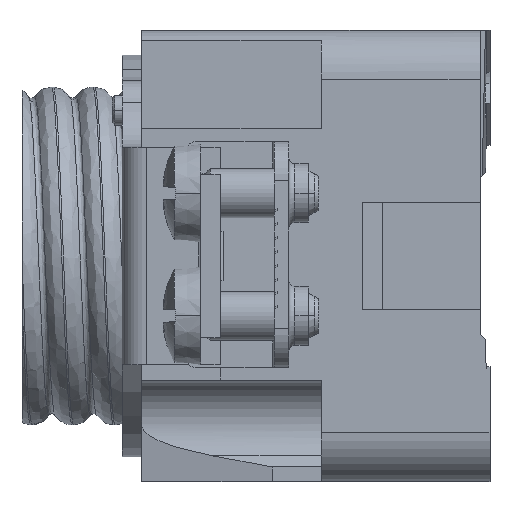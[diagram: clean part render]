
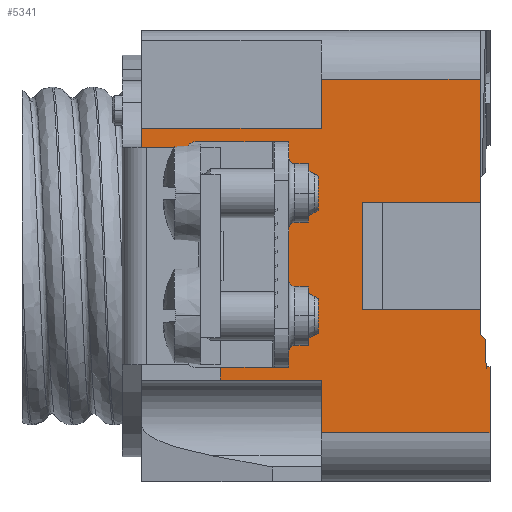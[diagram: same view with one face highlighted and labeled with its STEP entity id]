
A CAD part, left-side view. The second image highlights one B-rep face of the part: STEP entity #5341.
In plain terms, the highlighted planar face has unit normal (-1, 0, 0).
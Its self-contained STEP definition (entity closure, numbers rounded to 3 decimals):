
#346=DIRECTION('',(0.,-0.022,-1.));
#347=VECTOR('',#346,2.757);
#348=CARTESIAN_POINT('',(-23.,0.462,-8.538));
#349=LINE('',#348,#347);
#353=DIRECTION('',(0.,-1.,0.));
#354=VECTOR('',#353,0.4);
#355=CARTESIAN_POINT('',(-23.,0.4,-11.295));
#356=LINE('',#355,#354);
#360=DIRECTION('',(0.,0.,-1.));
#361=VECTOR('',#360,6.705);
#362=CARTESIAN_POINT('',(-23.,0.,-11.295));
#363=LINE('',#362,#361);
#367=DIRECTION('',(0.,1.,0.));
#368=VECTOR('',#367,10.3);
#369=CARTESIAN_POINT('',(-23.,17.2,-12.647));
#370=LINE('',#369,#368);
#374=DIRECTION('',(0.,1.,0.));
#375=VECTOR('',#374,15.);
#376=CARTESIAN_POINT('',(-23.,20.5,10.));
#377=LINE('',#376,#375);
#381=DIRECTION('',(0.,0.,-1.));
#382=VECTOR('',#381,12.5);
#383=CARTESIAN_POINT('',(-23.,1.,18.));
#384=LINE('',#383,#382);
#388=DIRECTION('',(0.,1.,0.));
#389=VECTOR('',#388,12.);
#390=CARTESIAN_POINT('',(-23.,1.,5.5));
#391=LINE('',#390,#389);
#395=DIRECTION('',(0.,0.,-1.));
#396=VECTOR('',#395,11.);
#397=CARTESIAN_POINT('',(-23.,13.,5.5));
#398=LINE('',#397,#396);
#402=DIRECTION('',(0.,-1.,0.));
#403=VECTOR('',#402,12.);
#404=CARTESIAN_POINT('',(-23.,13.,-5.5));
#405=LINE('',#404,#403);
#409=DIRECTION('',(0.,0.,-1.));
#410=VECTOR('',#409,2.5);
#411=CARTESIAN_POINT('',(-23.,1.,-5.5));
#412=LINE('',#411,#410);
#416=DIRECTION('',(0.,-0.707,-0.707));
#417=VECTOR('',#416,0.761);
#418=CARTESIAN_POINT('',(-23.,1.,-8.));
#419=LINE('',#418,#417);
#430=DIRECTION('',(0.,-1.,0.));
#431=VECTOR('',#430,17.2);
#432=CARTESIAN_POINT('',(-23.,17.2,-18.));
#433=LINE('',#432,#431);
#444=DIRECTION('',(0.,0.,-1.));
#445=VECTOR('',#444,5.353);
#446=CARTESIAN_POINT('',(-23.,17.2,-12.647));
#447=LINE('',#446,#445);
#605=DIRECTION('',(0.,1.,0.));
#606=VECTOR('',#605,7.);
#607=CARTESIAN_POINT('',(-23.,20.5,-10.));
#608=LINE('',#607,#606);
#612=DIRECTION('',(0.,0.,-1.));
#613=VECTOR('',#612,2.647);
#614=CARTESIAN_POINT('',(-23.,27.5,-10.));
#615=LINE('',#614,#613);
#619=DIRECTION('',(0.,0.,-1.));
#620=VECTOR('',#619,20.);
#621=CARTESIAN_POINT('',(-23.,20.5,10.));
#622=LINE('',#621,#620);
#668=DIRECTION('',(0.,0.,-1.));
#669=VECTOR('',#668,3.);
#670=CARTESIAN_POINT('',(-23.,35.5,13.));
#671=LINE('',#670,#669);
#742=DIRECTION('',(0.,1.,0.));
#743=VECTOR('',#742,16.2);
#744=CARTESIAN_POINT('',(-23.,1.,18.));
#745=LINE('',#744,#743);
#4177=DIRECTION('',(0.,0.,-1.));
#4178=VECTOR('',#4177,5.);
#4179=CARTESIAN_POINT('',(-23.,17.2,18.));
#4180=LINE('',#4179,#4178);
#4191=DIRECTION('',(0.,1.,0.));
#4192=VECTOR('',#4191,18.3);
#4193=CARTESIAN_POINT('',(-23.,17.2,13.));
#4194=LINE('',#4193,#4192);
#4354=CARTESIAN_POINT('',(-23.,0.,-11.295));
#4356=VERTEX_POINT('',#4354);
#4370=CARTESIAN_POINT('',(-23.,0.,-18.));
#4371=VERTEX_POINT('',#4370);
#4394=CARTESIAN_POINT('',(-23.,0.4,-11.295));
#4396=VERTEX_POINT('',#4394);
#4404=CARTESIAN_POINT('',(-23.,0.462,-8.538));
#4405=VERTEX_POINT('',#4404);
#4683=CARTESIAN_POINT('',(-23.,35.5,13.));
#4684=VERTEX_POINT('',#4683);
#4685=CARTESIAN_POINT('',(-23.,35.5,10.));
#4686=VERTEX_POINT('',#4685);
#4725=CARTESIAN_POINT('',(-23.,1.,-8.));
#4726=VERTEX_POINT('',#4725);
#4727=CARTESIAN_POINT('',(-23.,1.,-5.5));
#4728=VERTEX_POINT('',#4727);
#4733=CARTESIAN_POINT('',(-23.,1.,5.5));
#4734=VERTEX_POINT('',#4733);
#4735=CARTESIAN_POINT('',(-23.,1.,18.));
#4736=VERTEX_POINT('',#4735);
#4753=CARTESIAN_POINT('',(-23.,17.2,-18.));
#4754=VERTEX_POINT('',#4753);
#4755=CARTESIAN_POINT('',(-23.,17.2,-12.647));
#4756=VERTEX_POINT('',#4755);
#4757=CARTESIAN_POINT('',(-23.,27.5,-12.647));
#4758=VERTEX_POINT('',#4757);
#4759=CARTESIAN_POINT('',(-23.,27.5,-10.));
#4760=VERTEX_POINT('',#4759);
#4761=CARTESIAN_POINT('',(-23.,20.5,-10.));
#4762=VERTEX_POINT('',#4761);
#4763=CARTESIAN_POINT('',(-23.,20.5,10.));
#4764=VERTEX_POINT('',#4763);
#4765=CARTESIAN_POINT('',(-23.,17.2,13.));
#4766=VERTEX_POINT('',#4765);
#4767=CARTESIAN_POINT('',(-23.,17.2,18.));
#4768=VERTEX_POINT('',#4767);
#4769=CARTESIAN_POINT('',(-23.,13.,5.5));
#4770=VERTEX_POINT('',#4769);
#4771=CARTESIAN_POINT('',(-23.,13.,-5.5));
#4772=VERTEX_POINT('',#4771);
#5298=CARTESIAN_POINT('',(-23.,0.,-23.));
#5299=DIRECTION('',(-1.,0.,0.));
#5300=DIRECTION('',(0.,0.,1.));
#5301=AXIS2_PLACEMENT_3D('',#5298,#5299,#5300);
#5302=PLANE('',#5301);
#5303=ORIENTED_EDGE('',*,*,#5163,.T.);
#5304=ORIENTED_EDGE('',*,*,#5133,.T.);
#5305=ORIENTED_EDGE('',*,*,#5111,.T.);
#5307=ORIENTED_EDGE('',*,*,#5306,.F.);
#5309=ORIENTED_EDGE('',*,*,#5308,.F.);
#5311=ORIENTED_EDGE('',*,*,#5310,.T.);
#5313=ORIENTED_EDGE('',*,*,#5312,.F.);
#5315=ORIENTED_EDGE('',*,*,#5314,.F.);
#5317=ORIENTED_EDGE('',*,*,#5316,.F.);
#5319=ORIENTED_EDGE('',*,*,#5318,.T.);
#5321=ORIENTED_EDGE('',*,*,#5320,.F.);
#5323=ORIENTED_EDGE('',*,*,#5322,.F.);
#5325=ORIENTED_EDGE('',*,*,#5324,.F.);
#5327=ORIENTED_EDGE('',*,*,#5326,.F.);
#5329=ORIENTED_EDGE('',*,*,#5328,.T.);
#5331=ORIENTED_EDGE('',*,*,#5330,.T.);
#5333=ORIENTED_EDGE('',*,*,#5332,.T.);
#5335=ORIENTED_EDGE('',*,*,#5334,.T.);
#5337=ORIENTED_EDGE('',*,*,#5336,.T.);
#5338=ORIENTED_EDGE('',*,*,#5283,.T.);
#5339=EDGE_LOOP('',(#5303,#5304,#5305,#5307,#5309,#5311,#5313,#5315,#5317,#5319,
#5321,#5323,#5325,#5327,#5329,#5331,#5333,#5335,#5337,#5338));
#5340=FACE_OUTER_BOUND('',#5339,.F.);
#5111=EDGE_CURVE('',#4356,#4371,#363,.T.);
#5133=EDGE_CURVE('',#4396,#4356,#356,.T.);
#5163=EDGE_CURVE('',#4405,#4396,#349,.T.);
#5283=EDGE_CURVE('',#4726,#4405,#419,.T.);
#5306=EDGE_CURVE('',#4754,#4371,#433,.T.);
#5308=EDGE_CURVE('',#4756,#4754,#447,.T.);
#5310=EDGE_CURVE('',#4756,#4758,#370,.T.);
#5312=EDGE_CURVE('',#4760,#4758,#615,.T.);
#5314=EDGE_CURVE('',#4762,#4760,#608,.T.);
#5316=EDGE_CURVE('',#4764,#4762,#622,.T.);
#5318=EDGE_CURVE('',#4764,#4686,#377,.T.);
#5320=EDGE_CURVE('',#4684,#4686,#671,.T.);
#5322=EDGE_CURVE('',#4766,#4684,#4194,.T.);
#5324=EDGE_CURVE('',#4768,#4766,#4180,.T.);
#5326=EDGE_CURVE('',#4736,#4768,#745,.T.);
#5328=EDGE_CURVE('',#4736,#4734,#384,.T.);
#5330=EDGE_CURVE('',#4734,#4770,#391,.T.);
#5332=EDGE_CURVE('',#4770,#4772,#398,.T.);
#5334=EDGE_CURVE('',#4772,#4728,#405,.T.);
#5336=EDGE_CURVE('',#4728,#4726,#412,.T.);
#5341=ADVANCED_FACE('',(#5340),#5302,.T.);
